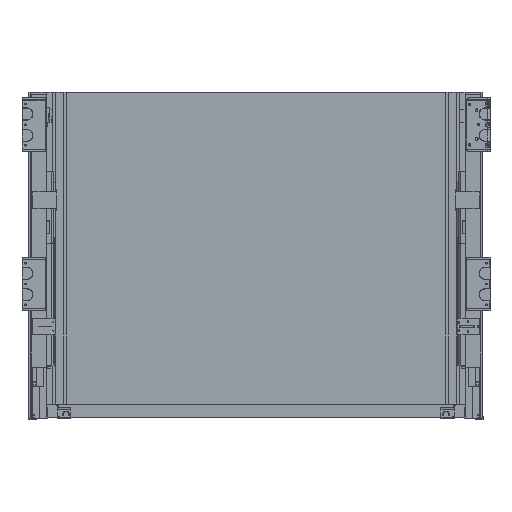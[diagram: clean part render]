
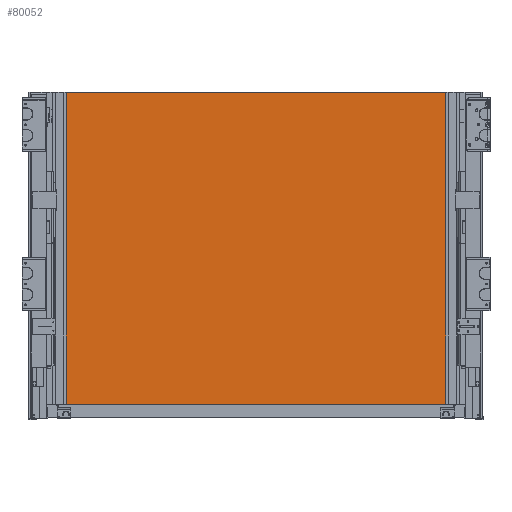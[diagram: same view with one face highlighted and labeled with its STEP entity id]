
A CAD part, front view. The second image highlights one B-rep face of the part: STEP entity #80052.
In plain terms, the highlighted planar face has unit normal (0, -1, 0).
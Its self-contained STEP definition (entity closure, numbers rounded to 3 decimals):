
#4611=FACE_OUTER_BOUND('',#8848,.T.);
#8848=EDGE_LOOP('',(#49996,#49997,#49998,#49999));
#13365=LINE('',#110590,#22067);
#13369=LINE('',#110598,#22071);
#13372=LINE('',#110604,#22074);
#13375=LINE('',#110609,#22077);
#22067=VECTOR('',#90255,1000.);
#22071=VECTOR('',#90261,1000.);
#22074=VECTOR('',#90266,1000.);
#22077=VECTOR('',#90271,1000.);
#30769=VERTEX_POINT('',#110588);
#30770=VERTEX_POINT('',#110589);
#30773=VERTEX_POINT('',#110597);
#30775=VERTEX_POINT('',#110603);
#38366=EDGE_CURVE('',#30769,#30770,#13365,.T.);
#38370=EDGE_CURVE('',#30770,#30773,#13369,.T.);
#38373=EDGE_CURVE('',#30773,#30775,#13372,.T.);
#38376=EDGE_CURVE('',#30775,#30769,#13375,.T.);
#49996=ORIENTED_EDGE('',*,*,#38366,.F.);
#49997=ORIENTED_EDGE('',*,*,#38376,.F.);
#49998=ORIENTED_EDGE('',*,*,#38373,.F.);
#49999=ORIENTED_EDGE('',*,*,#38370,.F.);
#73190=PLANE('',#84439);
#80052=ADVANCED_FACE('',(#4611),#73190,.T.);
#84439=AXIS2_PLACEMENT_3D('',#110612,#90275,#90276);
#90255=DIRECTION('',(0.,0.,-1.));
#90261=DIRECTION('',(-1.,0.,0.));
#90266=DIRECTION('',(0.,0.,1.));
#90271=DIRECTION('',(1.,0.,0.));
#90275=DIRECTION('center_axis',(0.,-1.,0.));
#90276=DIRECTION('ref_axis',(0.,0.,
-1.));
#110588=CARTESIAN_POINT('',(1240.977,1298.439,147.6));
#110589=CARTESIAN_POINT('',(1240.977,1298.439,-228.4));
#110590=CARTESIAN_POINT('',(1240.977,1298.439,147.6));
#110597=CARTESIAN_POINT('',(751.977,1298.439,-228.4));
#110598=CARTESIAN_POINT('',(751.977,1298.439,-228.4));
#110603=CARTESIAN_POINT('',(751.977,1298.439,147.6));
#110604=CARTESIAN_POINT('',(751.977,1298.439,147.6));
#110609=CARTESIAN_POINT('',(751.977,1298.439,147.6));
#110612=CARTESIAN_POINT('Origin',(996.477,1298.439,-40.4));
